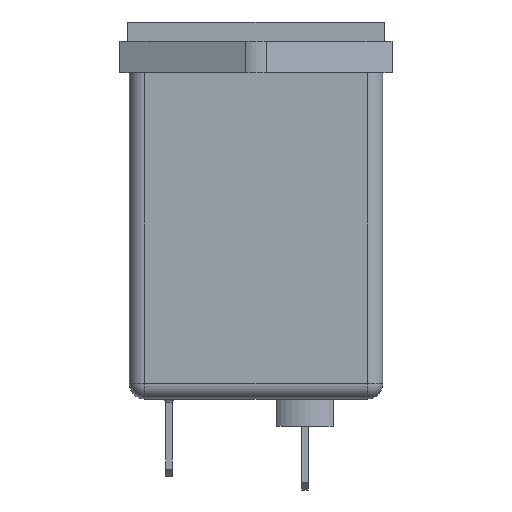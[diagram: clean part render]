
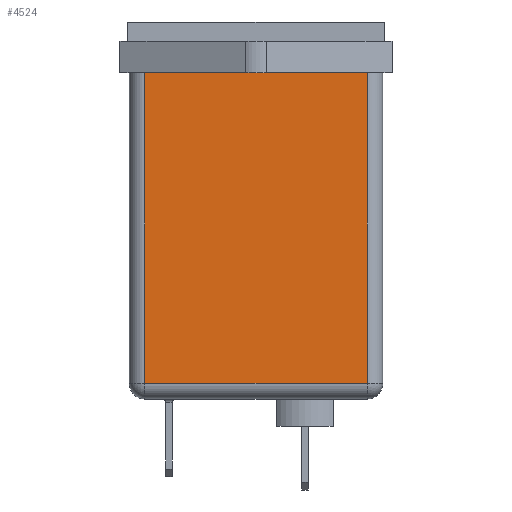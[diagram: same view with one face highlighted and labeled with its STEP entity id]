
A CAD part, left-side view. The second image highlights one B-rep face of the part: STEP entity #4524.
In plain terms, the highlighted planar face has unit normal (-1, 0, 0).
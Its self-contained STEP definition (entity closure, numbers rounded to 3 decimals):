
#631 = EDGE_CURVE ( 'NONE', #6064, #7850, #8226, .T. ) ;
#1642 = LINE ( 'NONE', #10595, #3865 ) ;
#1867 = EDGE_CURVE ( 'NONE', #7850, #6025, #1642, .T. ) ;
#2382 = CARTESIAN_POINT ( 'NONE',  ( -14.25, -14.3, 0. ) ) ;
#2761 = CARTESIAN_POINT ( 'NONE',  ( -14.25, 14.3, 2. ) ) ;
#2878 = PLANE ( 'NONE',  #5889 ) ;
#2888 = ORIENTED_EDGE ( 'NONE', *, *, #631, .T. ) ;
#3284 = ORIENTED_EDGE ( 'NONE', *, *, #1867, .T. ) ;
#3520 = CARTESIAN_POINT ( 'NONE',  ( -14.25, 16.3, 42. ) ) ;
#3700 = EDGE_CURVE ( 'NONE', #6025, #4250, #8306, .T. ) ;
#3704 = DIRECTION ( 'NONE',  ( 0., 0., -1. ) ) ;
#3865 = VECTOR ( 'NONE', #8905, 1000. ) ;
#4250 = VERTEX_POINT ( 'NONE', #6231 ) ;
#4380 = DIRECTION ( 'NONE',  ( 0., 1., 0. ) ) ;
#4524 = ADVANCED_FACE ( 'NONE', ( #10655 ), #2878, .F. ) ;
#4598 = CARTESIAN_POINT ( 'NONE',  ( -14.25, 14.3, 0. ) ) ;
#4651 = EDGE_LOOP ( 'NONE', ( #6372, #2888, #3284, #9246 ) ) ;
#4852 = LINE ( 'NONE', #3520, #9020 ) ;
#5468 = CARTESIAN_POINT ( 'NONE',  ( -14.25, -14.3, 2. ) ) ;
#5760 = DIRECTION ( 'NONE',  ( 0., 0., 1. ) ) ;
#5889 = AXIS2_PLACEMENT_3D ( 'NONE', #6206, #8723, #3704 ) ;
#6025 = VERTEX_POINT ( 'NONE', #5468 ) ;
#6059 = VECTOR ( 'NONE', #5760, 1000. ) ;
#6064 = VERTEX_POINT ( 'NONE', #7241 ) ;
#6206 = CARTESIAN_POINT ( 'NONE',  ( -14.25, 16.3, 0. ) ) ;
#6231 = CARTESIAN_POINT ( 'NONE',  ( -14.25, -14.3, 42. ) ) ;
#6372 = ORIENTED_EDGE ( 'NONE', *, *, #7771, .T. ) ;
#7241 = CARTESIAN_POINT ( 'NONE',  ( -14.25, 14.3, 42. ) ) ;
#7771 = EDGE_CURVE ( 'NONE', #4250, #6064, #4852, .T. ) ;
#7850 = VERTEX_POINT ( 'NONE', #2761 ) ;
#8226 = LINE ( 'NONE', #4598, #9948 ) ;
#8306 = LINE ( 'NONE', #2382, #6059 ) ;
#8723 = DIRECTION ( 'NONE',  ( 1., 0., 0. ) ) ;
#8905 = DIRECTION ( 'NONE',  ( 0., -1., 0. ) ) ;
#9020 = VECTOR ( 'NONE', #4380, 1000. ) ;
#9246 = ORIENTED_EDGE ( 'NONE', *, *, #3700, .T. ) ;
#9624 = DIRECTION ( 'NONE',  ( 0., 0., -1. ) ) ;
#9948 = VECTOR ( 'NONE', #9624, 1000. ) ;
#10595 = CARTESIAN_POINT ( 'NONE',  ( -14.25, 16.3, 2. ) ) ;
#10655 = FACE_OUTER_BOUND ( 'NONE', #4651, .T. ) ;
